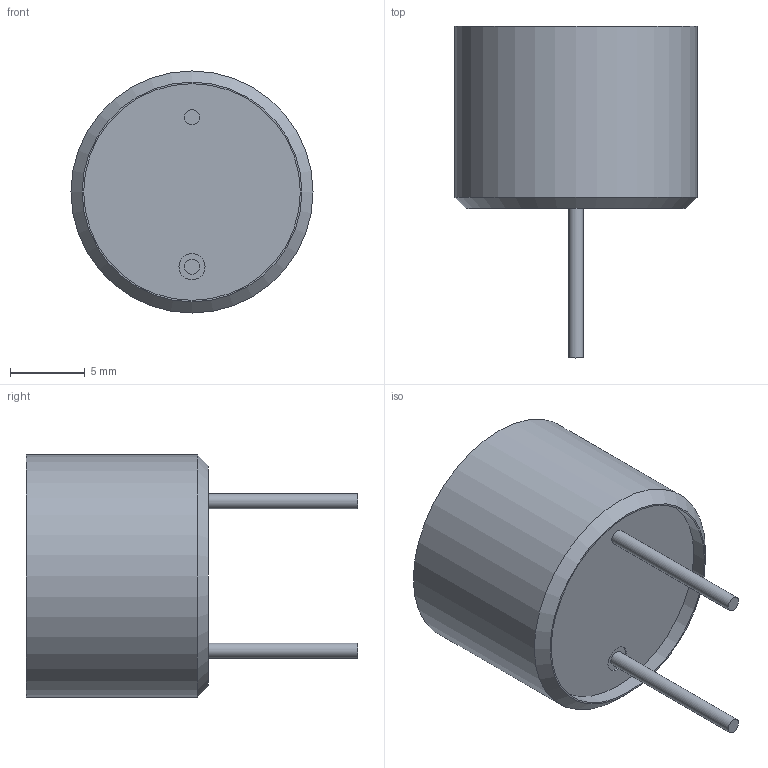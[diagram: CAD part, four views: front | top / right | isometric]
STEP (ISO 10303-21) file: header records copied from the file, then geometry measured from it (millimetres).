
FILE_DESCRIPTION(/* description */ (''),/* implementation_level */ '2;1');
FILE_NAME(/* name */ 'UT-1640K-TT-2-R.ipt.step',/* time_stamp */ '2024-02-07T22:44:50-05:00',/* author */ ('vandenbroek'),/* organization */ (''),/* preprocessor_version */ 'ST-DEVELOPER v20',/* originating_system */ 'Autodesk Inventor 2024',/* authorisation */ '');
FILE_SCHEMA (('AUTOMOTIVE_DESIGN { 1 0 10303 214 3 1 1 }'));
Length unit declared in the file: millimetre
Products named in the file (1): UT-1640K-TT-2-R
Bounding box: 16.2 x 22.2 x 16.2 mm (x, y, z)
Volume: 1445.6 mm3; surface area: 1724.6 mm2
Topology: 1 solids, 1 shells, 292 faces, 930 edges, 588 vertices
Faces by surface type: plane 283, cylinder 8, cone 1
Full cylindrical faces by diameter (mm): 1 x2, 1.75 x1, 7 x1, 10 x1, 13 x1, 14.5 x1, 16.2 x1
Entity records: 10410 total; most frequent: ORIENTED_EDGE 1860, CARTESIAN_POINT 1811, DIRECTION 1592, EDGE_CURVE 930, LINE 854, VECTOR 854, VERTEX_POINT 588, AXIS2_PLACEMENT_3D 369
